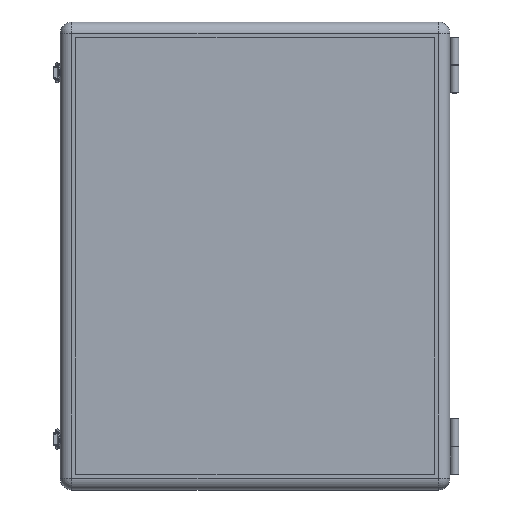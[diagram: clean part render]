
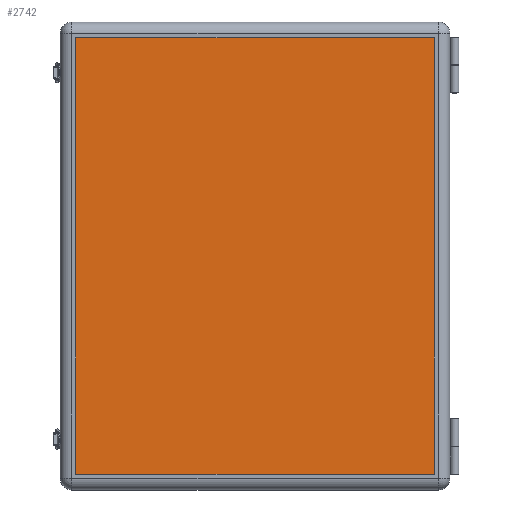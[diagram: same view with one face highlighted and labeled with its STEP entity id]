
A CAD part, top view. The second image highlights one B-rep face of the part: STEP entity #2742.
In plain terms, the highlighted face is planar.
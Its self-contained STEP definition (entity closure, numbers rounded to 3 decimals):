
#2742 = ADVANCED_FACE ( 'NONE', ( #16308 ), #16309, .F. ) ;
#3013 = EDGE_CURVE ( 'NONE', #59078, #59072, #18237, .T. ) ;
#3020 = EDGE_CURVE ( 'NONE', #59072, #59058, #18275, .T. ) ;
#3029 = EDGE_CURVE ( 'NONE', #59053, #59078, #18303, .T. ) ;
#3034 = EDGE_CURVE ( 'NONE', #59058, #59053, #18317, .T. ) ;
#16300 = CARTESIAN_POINT ( 'NONE',  ( -233.5, -283.5, 0. ) ) ;
#16308 = FACE_OUTER_BOUND ( 'NONE', #60195, .T. ) ;
#16309 = PLANE ( 'NONE',  #16570 ) ;
#16311 = DIRECTION ( 'NONE',  ( 0., 0., 1. ) ) ;
#16312 = DIRECTION ( 'NONE',  ( 1., 0., 0. ) ) ;
#16570 = AXIS2_PLACEMENT_3D ( 'NONE', #16300, #16311, #16312 ) ;
#16688 = VECTOR ( 'NONE', #18259, 1000. ) ;
#16692 = VECTOR ( 'NONE', #18281, 1000. ) ;
#16696 = VECTOR ( 'NONE', #18309, 1000. ) ;
#16698 = VECTOR ( 'NONE', #18322, 1000. ) ;
#18237 = LINE ( 'NONE', #18255, #16688 ) ;
#18255 = CARTESIAN_POINT ( 'NONE',  ( 230., -283.5, 0. ) ) ;
#18259 = DIRECTION ( 'NONE',  ( 0., 1., 0. ) ) ;
#18275 = LINE ( 'NONE', #18279, #16692 ) ;
#18279 = CARTESIAN_POINT ( 'NONE',  ( -233.5, 280., 0. ) ) ;
#18281 = DIRECTION ( 'NONE',  ( -1., 0., 0. ) ) ;
#18303 = LINE ( 'NONE', #18307, #16696 ) ;
#18307 = CARTESIAN_POINT ( 'NONE',  ( -233.5, -280., 0. ) ) ;
#18309 = DIRECTION ( 'NONE',  ( 1., 0., 0. ) ) ;
#18317 = LINE ( 'NONE', #18320, #16698 ) ;
#18320 = CARTESIAN_POINT ( 'NONE',  ( -230., -283.5, 0. ) ) ;
#18322 = DIRECTION ( 'NONE',  ( 0., -1., 0. ) ) ;
#57140 = CARTESIAN_POINT ( 'NONE',  ( -230., -280., 0. ) ) ;
#57145 = CARTESIAN_POINT ( 'NONE',  ( -230., 280., 0. ) ) ;
#57159 = CARTESIAN_POINT ( 'NONE',  ( 230., 280., 0. ) ) ;
#57165 = CARTESIAN_POINT ( 'NONE',  ( 230., -280., 0. ) ) ;
#59053 = VERTEX_POINT ( 'NONE', #57140 ) ;
#59058 = VERTEX_POINT ( 'NONE', #57145 ) ;
#59072 = VERTEX_POINT ( 'NONE', #57159 ) ;
#59078 = VERTEX_POINT ( 'NONE', #57165 ) ;
#60195 = EDGE_LOOP ( 'NONE', ( #60851, #60852, #60853, #60854 ) ) ;
#60851 = ORIENTED_EDGE ( 'NONE', *, *, #3013, .F. ) ;
#60852 = ORIENTED_EDGE ( 'NONE', *, *, #3029, .F. ) ;
#60853 = ORIENTED_EDGE ( 'NONE', *, *, #3034, .F. ) ;
#60854 = ORIENTED_EDGE ( 'NONE', *, *, #3020, .F. ) ;
